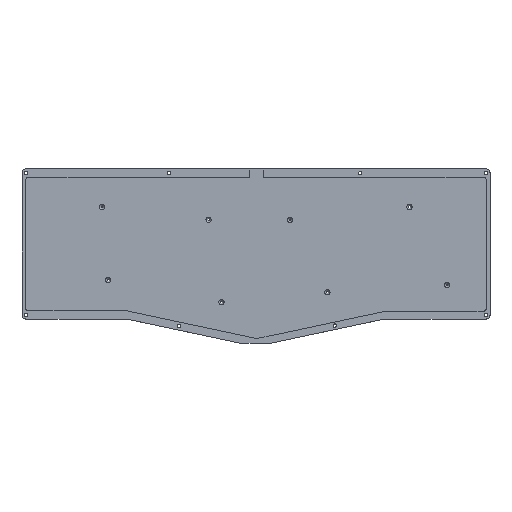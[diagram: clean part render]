
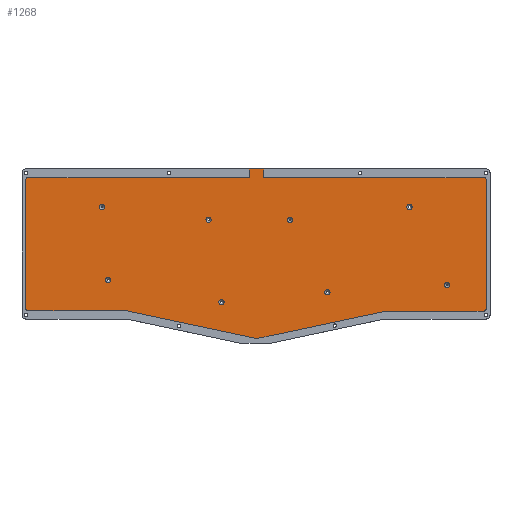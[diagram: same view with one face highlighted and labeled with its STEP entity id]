
A CAD part, top view. The second image highlights one B-rep face of the part: STEP entity #1268.
In plain terms, the highlighted planar face has unit normal (0, 0, 1).
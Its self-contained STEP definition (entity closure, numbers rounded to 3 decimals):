
#64=FACE_BOUND('',#250,.T.);
#65=FACE_BOUND('',#251,.T.);
#66=FACE_BOUND('',#252,.T.);
#67=FACE_BOUND('',#253,.T.);
#68=FACE_BOUND('',#254,.T.);
#69=FACE_BOUND('',#255,.T.);
#70=FACE_BOUND('',#256,.T.);
#71=FACE_BOUND('',#257,.T.);
#96=CIRCLE('',#1353,1.5);
#97=CIRCLE('',#1354,1.5);
#98=CIRCLE('',#1355,3.5);
#99=CIRCLE('',#1356,1.5);
#100=CIRCLE('',#1357,1.5);
#101=CIRCLE('',#1358,1.962);
#102=CIRCLE('',#1359,1.962);
#103=CIRCLE('',#1360,1.962);
#104=CIRCLE('',#1361,1.962);
#105=CIRCLE('',#1362,1.962);
#106=CIRCLE('',#1363,1.962);
#107=CIRCLE('',#1364,1.962);
#108=CIRCLE('',#1365,1.962);
#179=FACE_OUTER_BOUND('',#249,.T.);
#249=EDGE_LOOP('',(#878,#879,#880,#881,#882,#883,#884,#885,#886,#887,#888,
#889,#890,#891,#892,#893));
#250=EDGE_LOOP('',(#894));
#251=EDGE_LOOP('',(#895));
#252=EDGE_LOOP('',(#896));
#253=EDGE_LOOP('',(#897));
#254=EDGE_LOOP('',(#898));
#255=EDGE_LOOP('',(#899));
#256=EDGE_LOOP('',(#900));
#257=EDGE_LOOP('',(#901));
#350=LINE('',#1919,#456);
#358=LINE('',#1935,#464);
#359=LINE('',#1937,#465);
#360=LINE('',#1941,#466);
#361=LINE('',#1945,#467);
#362=LINE('',#1947,#468);
#363=LINE('',#1951,#469);
#364=LINE('',#1953,#470);
#365=LINE('',#1957,#471);
#366=LINE('',#1961,#472);
#367=LINE('',#1962,#473);
#456=VECTOR('',#1507,10.);
#464=VECTOR('',#1517,10.);
#465=VECTOR('',#1518,10.);
#466=VECTOR('',#1521,10.);
#467=VECTOR('',#1524,10.);
#468=VECTOR('',#1525,10.);
#469=VECTOR('',#1528,10.);
#470=VECTOR('',#1529,10.);
#471=VECTOR('',#1532,10.);
#472=VECTOR('',#1535,10.);
#473=VECTOR('',#1536,10.);
#562=VERTEX_POINT('',#1917);
#563=VERTEX_POINT('',#1918);
#570=VERTEX_POINT('',#1934);
#571=VERTEX_POINT('',#1936);
#572=VERTEX_POINT('',#1938);
#573=VERTEX_POINT('',#1940);
#574=VERTEX_POINT('',#1942);
#575=VERTEX_POINT('',#1944);
#576=VERTEX_POINT('',#1946);
#577=VERTEX_POINT('',#1948);
#578=VERTEX_POINT('',#1950);
#579=VERTEX_POINT('',#1952);
#580=VERTEX_POINT('',#1954);
#581=VERTEX_POINT('',#1956);
#582=VERTEX_POINT('',#1958);
#583=VERTEX_POINT('',#1960);
#584=VERTEX_POINT('',#1963);
#585=VERTEX_POINT('',#1965);
#586=VERTEX_POINT('',#1967);
#587=VERTEX_POINT('',#1969);
#588=VERTEX_POINT('',#1971);
#589=VERTEX_POINT('',#1973);
#590=VERTEX_POINT('',#1975);
#591=VERTEX_POINT('',#1977);
#682=EDGE_CURVE('',#562,#563,#350,.T.);
#690=EDGE_CURVE('',#570,#562,#358,.T.);
#691=EDGE_CURVE('',#570,#571,#359,.T.);
#692=EDGE_CURVE('',#571,#572,#96,.T.);
#693=EDGE_CURVE('',#572,#573,#360,.T.);
#694=EDGE_CURVE('',#573,#574,#97,.T.);
#695=EDGE_CURVE('',#574,#575,#361,.T.);
#696=EDGE_CURVE('',#575,#576,#362,.T.);
#697=EDGE_CURVE('',#576,#577,#98,.T.);
#698=EDGE_CURVE('',#577,#578,#363,.F.);
#699=EDGE_CURVE('',#578,#579,#364,.T.);
#700=EDGE_CURVE('',#579,#580,#99,.T.);
#701=EDGE_CURVE('',#580,#581,#365,.T.);
#702=EDGE_CURVE('',#581,#582,#100,.T.);
#703=EDGE_CURVE('',#582,#583,#366,.T.);
#704=EDGE_CURVE('',#563,#583,#367,.T.);
#705=EDGE_CURVE('',#584,#584,#101,.F.);
#706=EDGE_CURVE('',#585,#585,#102,.F.);
#707=EDGE_CURVE('',#586,#586,#103,.F.);
#708=EDGE_CURVE('',#587,#587,#104,.F.);
#709=EDGE_CURVE('',#588,#588,#105,.F.);
#710=EDGE_CURVE('',#589,#589,#106,.F.);
#711=EDGE_CURVE('',#590,#590,#107,.F.);
#712=EDGE_CURVE('',#591,#591,#108,.F.);
#878=ORIENTED_EDGE('',*,*,#682,.F.);
#879=ORIENTED_EDGE('',*,*,#690,.F.);
#880=ORIENTED_EDGE('',*,*,#691,.T.);
#881=ORIENTED_EDGE('',*,*,#692,.T.);
#882=ORIENTED_EDGE('',*,*,#693,.T.);
#883=ORIENTED_EDGE('',*,*,#694,.T.);
#884=ORIENTED_EDGE('',*,*,#695,.T.);
#885=ORIENTED_EDGE('',*,*,#696,.T.);
#886=ORIENTED_EDGE('',*,*,#697,.T.);
#887=ORIENTED_EDGE('',*,*,#698,.T.);
#888=ORIENTED_EDGE('',*,*,#699,.T.);
#889=ORIENTED_EDGE('',*,*,#700,.T.);
#890=ORIENTED_EDGE('',*,*,#701,.T.);
#891=ORIENTED_EDGE('',*,*,#702,.T.);
#892=ORIENTED_EDGE('',*,*,#703,.T.);
#893=ORIENTED_EDGE('',*,*,#704,.F.);
#894=ORIENTED_EDGE('',*,*,#705,.T.);
#895=ORIENTED_EDGE('',*,*,#706,.T.);
#896=ORIENTED_EDGE('',*,*,#707,.T.);
#897=ORIENTED_EDGE('',*,*,#708,.T.);
#898=ORIENTED_EDGE('',*,*,#709,.T.);
#899=ORIENTED_EDGE('',*,*,#710,.T.);
#900=ORIENTED_EDGE('',*,*,#711,.T.);
#901=ORIENTED_EDGE('',*,*,#712,.T.);
#1247=PLANE('',#1352);
#1268=ADVANCED_FACE('',(#179,#64,#65,#66,#67,#68,#69,#70,#71),#1247,.F.);
#1352=AXIS2_PLACEMENT_3D('',#1933,#1515,#1516);
#1353=AXIS2_PLACEMENT_3D('',#1939,#1519,#1520);
#1354=AXIS2_PLACEMENT_3D('',#1943,#1522,#1523);
#1355=AXIS2_PLACEMENT_3D('',#1949,#1526,#1527);
#1356=AXIS2_PLACEMENT_3D('',#1955,#1530,#1531);
#1357=AXIS2_PLACEMENT_3D('',#1959,#1533,#1534);
#1358=AXIS2_PLACEMENT_3D('',#1964,#1537,#1538);
#1359=AXIS2_PLACEMENT_3D('',#1966,#1539,#1540);
#1360=AXIS2_PLACEMENT_3D('',#1968,#1541,#1542);
#1361=AXIS2_PLACEMENT_3D('',#1970,#1543,#1544);
#1362=AXIS2_PLACEMENT_3D('',#1972,#1545,#1546);
#1363=AXIS2_PLACEMENT_3D('',#1974,#1547,#1548);
#1364=AXIS2_PLACEMENT_3D('',#1976,#1549,#1550);
#1365=AXIS2_PLACEMENT_3D('',#1978,#1551,#1552);
#1507=DIRECTION('',(1.,0.,0.));
#1515=DIRECTION('center_axis',(0.,0.,-1.));
#1516=DIRECTION('ref_axis',(1.,0.,0.));
#1517=DIRECTION('',(0.,1.,0.));
#1518=DIRECTION('',(-1.,0.,0.));
#1519=DIRECTION('center_axis',(0.,0.,1.));
#1520=DIRECTION('ref_axis',(-0.707,0.707,0.));
#1521=DIRECTION('',(0.,-1.,0.));
#1522=DIRECTION('center_axis',(0.,0.,1.));
#1523=DIRECTION('ref_axis',(-0.707,-0.707,0.));
#1524=DIRECTION('',(1.,0.,0.));
#1525=DIRECTION('',(0.978,-0.208,0.));
#1526=DIRECTION('center_axis',(0.,0.,1.));
#1527=DIRECTION('ref_axis',(0.,-1.,0.));
#1528=DIRECTION('',(-0.978,-0.208,0.));
#1529=DIRECTION('',(1.,0.,0.));
#1530=DIRECTION('center_axis',(0.,0.,1.));
#1531=DIRECTION('ref_axis',(0.707,-0.707,0.));
#1532=DIRECTION('',(0.,1.,0.));
#1533=DIRECTION('center_axis',(0.,0.,1.));
#1534=DIRECTION('ref_axis',(0.707,0.707,0.));
#1535=DIRECTION('',(-1.,0.,0.));
#1536=DIRECTION('',(0.,-1.,0.));
#1537=DIRECTION('center_axis',(0.,0.,1.));
#1538=DIRECTION('ref_axis',(1.,0.,0.));
#1539=DIRECTION('center_axis',(0.,0.,1.));
#1540=DIRECTION('ref_axis',(1.,0.,0.));
#1541=DIRECTION('center_axis',(0.,0.,1.));
#1542=DIRECTION('ref_axis',(1.,0.,0.));
#1543=DIRECTION('center_axis',(0.,0.,1.));
#1544=DIRECTION('ref_axis',(1.,0.,0.));
#1545=DIRECTION('center_axis',(0.,0.,1.));
#1546=DIRECTION('ref_axis',(1.,0.,0.));
#1547=DIRECTION('center_axis',(0.,0.,1.));
#1548=DIRECTION('ref_axis',(1.,0.,0.));
#1549=DIRECTION('center_axis',(0.,0.,1.));
#1550=DIRECTION('ref_axis',(1.,0.,0.));
#1551=DIRECTION('center_axis',(0.,0.,1.));
#1552=DIRECTION('ref_axis',(1.,0.,0.));
#1917=CARTESIAN_POINT('',(-5.083,62.893,-2.9));
#1918=CARTESIAN_POINT('',(5.76,62.893,-2.9));
#1919=CARTESIAN_POINT('',(-86.094,62.893,-2.9));
#1933=CARTESIAN_POINT('Origin',(-0.028,-2.796,-2.9));
#1934=CARTESIAN_POINT('',(-5.083,56.493,-2.9));
#1935=CARTESIAN_POINT('',(-5.083,56.493,-2.9));
#1936=CARTESIAN_POINT('',(-168.127,56.493,-2.9));
#1937=CARTESIAN_POINT('',(-169.627,56.493,-2.9));
#1938=CARTESIAN_POINT('',(-169.627,54.993,-2.9));
#1939=CARTESIAN_POINT('Origin',(-168.127,54.993,-2.9));
#1940=CARTESIAN_POINT('',(-169.627,-40.307,-2.9));
#1941=CARTESIAN_POINT('',(-169.627,-26.357,-2.9));
#1942=CARTESIAN_POINT('',(-168.127,-41.807,-2.9));
#1943=CARTESIAN_POINT('Origin',(-168.127,-40.307,-2.9));
#1944=CARTESIAN_POINT('',(-95.057,-41.807,-2.9));
#1945=CARTESIAN_POINT('',(-146.667,-41.807,-2.9));
#1946=CARTESIAN_POINT('',(-0.033,-62.005,-2.9));
#1947=CARTESIAN_POINT('',(-43.052,-52.861,-2.9));
#1948=CARTESIAN_POINT('',(1.422,-62.005,-2.9));
#1949=CARTESIAN_POINT('Origin',(0.695,-58.582,-2.9));
#1950=CARTESIAN_POINT('',(96.221,-41.855,-2.9));
#1951=CARTESIAN_POINT('',(5.942,-61.045,-2.9));
#1952=CARTESIAN_POINT('',(168.072,-41.855,-2.9));
#1953=CARTESIAN_POINT('',(165.95,-41.855,-2.9));
#1954=CARTESIAN_POINT('',(169.572,-40.355,-2.9));
#1955=CARTESIAN_POINT('Origin',(168.072,-40.355,-2.9));
#1956=CARTESIAN_POINT('',(169.572,54.993,-2.9));
#1957=CARTESIAN_POINT('',(169.572,51.376,-2.9));
#1958=CARTESIAN_POINT('',(168.072,56.493,-2.9));
#1959=CARTESIAN_POINT('Origin',(168.072,54.993,-2.9));
#1960=CARTESIAN_POINT('',(5.76,56.493,-2.9));
#1961=CARTESIAN_POINT('',(-169.627,56.493,-2.9));
#1962=CARTESIAN_POINT('',(5.76,56.493,-2.9));
#1963=CARTESIAN_POINT('',(-110.895,-19.08,-2.9));
#1964=CARTESIAN_POINT('Origin',(-108.933,-19.08,-2.9));
#1965=CARTESIAN_POINT('',(111.099,34.823,-2.9));
#1966=CARTESIAN_POINT('Origin',(113.061,34.823,-2.9));
#1967=CARTESIAN_POINT('',(23.188,25.349,-2.9));
#1968=CARTESIAN_POINT('Origin',(25.15,25.349,-2.9));
#1969=CARTESIAN_POINT('',(-36.896,25.305,-2.9));
#1970=CARTESIAN_POINT('Origin',(-34.934,25.305,-2.9));
#1971=CARTESIAN_POINT('',(-115.504,34.83,-2.9));
#1972=CARTESIAN_POINT('Origin',(-113.542,34.83,-2.9));
#1973=CARTESIAN_POINT('',(-27.5,-35.264,-2.9));
#1974=CARTESIAN_POINT('Origin',(-25.538,-35.264,-2.9));
#1975=CARTESIAN_POINT('',(50.605,-27.962,-2.9));
#1976=CARTESIAN_POINT('Origin',(52.567,-27.962,-2.9));
#1977=CARTESIAN_POINT('',(138.87,-22.882,-2.9));
#1978=CARTESIAN_POINT('Origin',(140.832,-22.882,-2.9));
